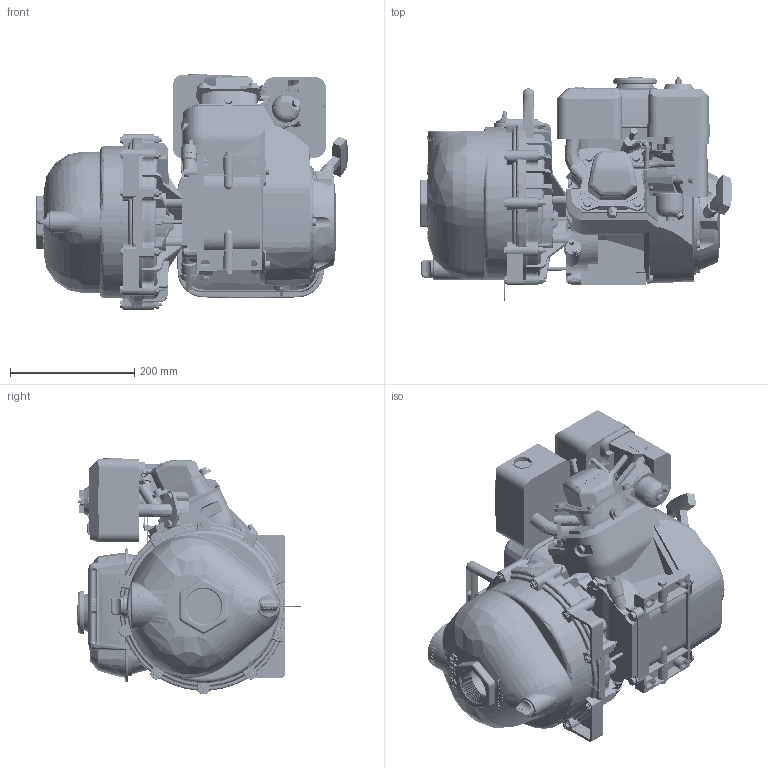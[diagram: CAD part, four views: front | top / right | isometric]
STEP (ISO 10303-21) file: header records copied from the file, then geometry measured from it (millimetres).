
FILE_DESCRIPTION(/* description */ ('2" POLY PUMP W/ 5.5 HP HONDA, ELEC. START'),/* implementation_level */ '2;1');
FILE_NAME(/* name */ '200PH-5E.stp',/* time_stamp */ '2019-12-27T08:31:50-05:00',/* author */ ('MJC'),/* organization */ (''),/* preprocessor_version */ 'ST-DEVELOPER v17',/* originating_system */ 'Autodesk Inventor 2019',/* authorisation */ '');
FILE_SCHEMA (('AUTOMOTIVE_DESIGN { 1 0 10303 214 3 1 1 }'));
Products named in the file (28): 200PH-5E; 12703A; 12712AP; X12712A; 12777; UV15163; 12702A; 12733; 12733_1; 12710; 12715A; 12717; 12705; 12900; 12725; 12719A; 12754; 12720; V07018; V07019; 12775A; 12902A; 12765A; 12772; 12901; E5HE; A204; 12716
Assembly tree (66 placements, depth 3):
  200PH-5E
    12703A
    12712AP
      X12712A
      12777  x2
      UV15163  x2
    12702A
    12733
      12733_1
      12710
    12715A  x4
    12717  x4
    12705
    12900
    12725  x2
    12719A
    12754
    12720  x10
    V07018  x10
    V07019  x10
    12775A
    12902A
    12765A
    12772
    12901  x4
    E5HE
    A204
    12716
Bounding box: 501.96 x 369.25 x 380.58 mm (x, y, z)
Volume: 18795940.5 mm3; surface area: 1836459.4 mm2
Topology: 86 solids, 86 shells, 8947 faces, 25149 edges, 16514 vertices
Faces by surface type: plane 2801, cylinder 2279, cone 1892, bspline 1247, torus 702, sphere 26
Full cylindrical faces by diameter (mm): 2.87 x2, 2.921 x2, 3.505 x14, 4.572 x1, 4.826 x2, 4.877 x6, 5.207 x2, 5.588 x7, 6 x1, 6.35 x430, 6.65 x26, 6.782 x1, 6.858 x20, 7.938 x4, 8 x3, 8.731 x4, 9.4 x2, 9.525 x2, 10 x1, 11.1 x1, 11.112 x3, 11.906 x4, 12 x2, 12.7 x2, 13 x5, 13.208 x10, 15 x3, 17.399 x1, 17.475 x6, 18 x1
Entity records: 268004 total; most frequent: CARTESIAN_POINT 123778, ORIENTED_EDGE 32460, DIRECTION 26078, EDGE_CURVE 16230, VERTEX_POINT 10641, AXIS2_PLACEMENT_3D 9430, LINE 7218, VECTOR 7218
